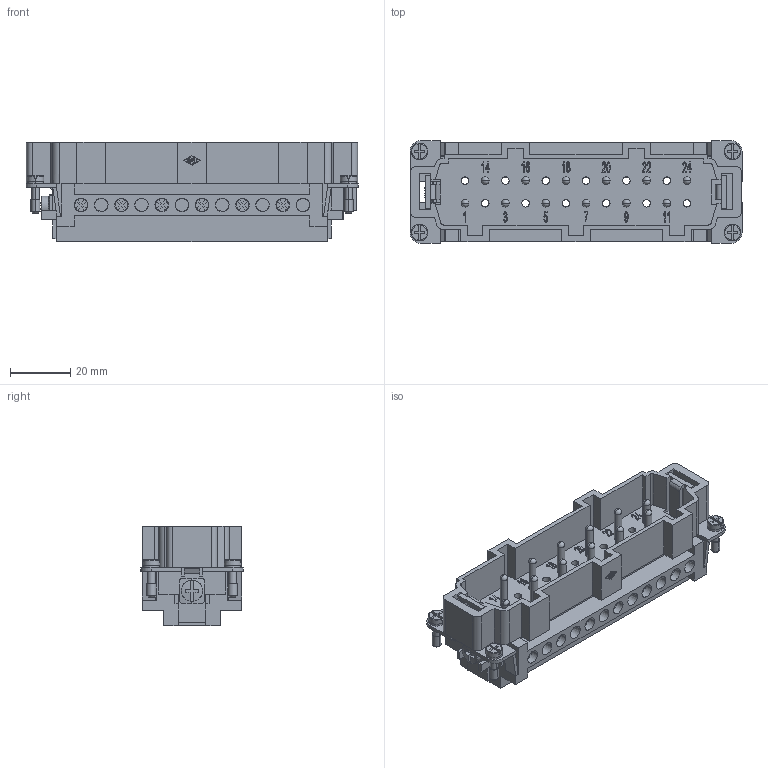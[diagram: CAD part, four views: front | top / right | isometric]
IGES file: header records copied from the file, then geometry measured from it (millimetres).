
Global section: file name: No Iges File Name specified; native system: AutoDesk Inventor R6.1; preprocessor: AutoDesk Inventor Iges Exporter R6.1; author: No Author specified; organization: No Organization specified; date: 20061031.140929; units: millimetre
Bounding box: 110.3 x 34 x 33 mm (x, y, z)
Volume: 44022.4 mm3; surface area: 40013.2 mm2
Topology: 13 solids, 13 shells, 1945 faces, 5353 edges, 3471 vertices
Faces by surface type: plane 972, bspline 622, revolution 209, cylinder 102, sphere 28, torus 8, cone 4
